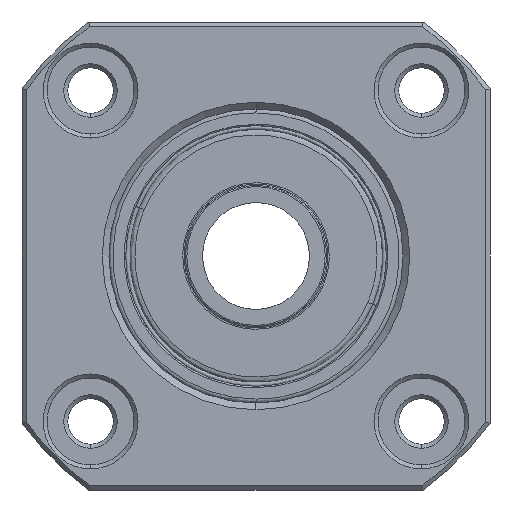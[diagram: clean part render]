
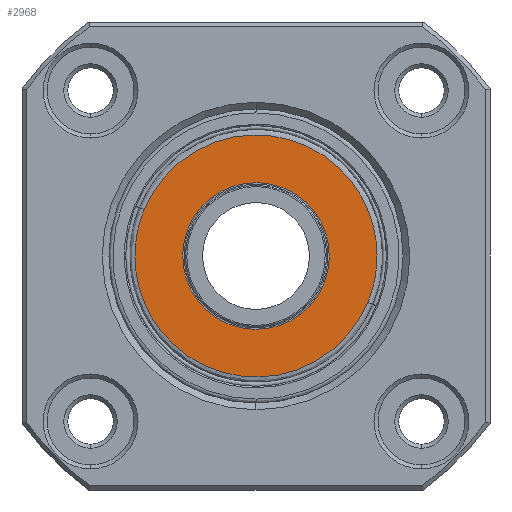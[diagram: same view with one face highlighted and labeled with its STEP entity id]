
A CAD part, left-side view. The second image highlights one B-rep face of the part: STEP entity #2968.
In plain terms, the highlighted planar face has unit normal (-1, 0, 0).
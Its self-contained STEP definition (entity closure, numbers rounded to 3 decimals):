
#170 = DIRECTION ( 'NONE',  ( 0., -0.382, 0.924 ) ) ;
#1088 = CARTESIAN_POINT ( 'NONE',  ( 2.6, 8.366, 3.457 ) ) ;
#1191 =( BOUNDED_CURVE ( )  B_SPLINE_CURVE ( 3, ( #9180, #5342, #8381, #9273 ),
 .UNSPECIFIED., .F., .F. ) 
 B_SPLINE_CURVE_WITH_KNOTS ( ( 4, 4 ),
 ( 0., 1. ),
 .UNSPECIFIED. ) 
 CURVE ( )  GEOMETRIC_REPRESENTATION_ITEM ( )  RATIONAL_B_SPLINE_CURVE ( ( 1., 0.333, 0.333, 1. ) ) 
 REPRESENTATION_ITEM ( '' )  );
#1205 = CARTESIAN_POINT ( 'NONE',  ( 2.6, -2.094, 5.069 ) ) ;
#1484 = EDGE_CURVE ( 'NONE', #3069, #8879, #7580, .T. ) ;
#1601 = CARTESIAN_POINT ( 'NONE',  ( 2.6, -8.366, -3.457 ) ) ;
#1673 = EDGE_CURVE ( 'NONE', #3201, #2844, #3801, .T. ) ;
#1839 = EDGE_LOOP ( 'NONE', ( #5623, #8162 ) ) ;
#1889 = DIRECTION ( 'NONE',  ( 0., -0.382, 0.924 ) ) ;
#2844 = VERTEX_POINT ( 'NONE', #1205 ) ;
#2968 = ADVANCED_FACE ( 'NONE', ( #6733, #3654 ), #6687, .F. ) ;
#3069 = VERTEX_POINT ( 'NONE', #1601 ) ;
#3201 = VERTEX_POINT ( 'NONE', #7139 ) ;
#3242 = DIRECTION ( 'NONE',  ( -1., 0., 0. ) ) ;
#3447 = CARTESIAN_POINT ( 'NONE',  ( 2.6, 15.28, -13.276 ) ) ;
#3654 = FACE_BOUND ( 'NONE', #1839, .T. ) ;
#3779 = EDGE_CURVE ( 'NONE', #2844, #3201, #4542, .T. ) ;
#3801 = CIRCLE ( 'NONE', #9366, 5.485 ) ;
#4542 = CIRCLE ( 'NONE', #8029, 5.485 ) ;
#4674 = CARTESIAN_POINT ( 'NONE',  ( 2.6, 8.366, 3.457 ) ) ;
#4729 = CARTESIAN_POINT ( 'NONE',  ( 2.6, 0., 0. ) ) ;
#5029 = CARTESIAN_POINT ( 'NONE',  ( 2.6, -8.366, -3.457 ) ) ;
#5257 = CARTESIAN_POINT ( 'NONE',  ( 2.6, 2.094, -5.069 ) ) ;
#5342 = CARTESIAN_POINT ( 'NONE',  ( 2.6, 1.453, 20.189 ) ) ;
#5616 = CARTESIAN_POINT ( 'NONE',  ( 2.6, -1.453, -20.189 ) ) ;
#5623 = ORIENTED_EDGE ( 'NONE', *, *, #3779, .F. ) ;
#5664 = CARTESIAN_POINT ( 'NONE',  ( 2.6, 0., 0. ) ) ;
#6006 = AXIS2_PLACEMENT_3D ( 'NONE', #5257, #8399, #6836 ) ;
#6616 = ORIENTED_EDGE ( 'NONE', *, *, #1484, .F. ) ;
#6687 = PLANE ( 'NONE',  #6006 ) ;
#6733 = FACE_OUTER_BOUND ( 'NONE', #9137, .T. ) ;
#6836 = DIRECTION ( 'NONE',  ( 0., -0.924, -0.382 ) ) ;
#7139 = CARTESIAN_POINT ( 'NONE',  ( 2.6, 2.094, -5.069 ) ) ;
#7580 =( BOUNDED_CURVE ( )  B_SPLINE_CURVE ( 3, ( #5029, #5616, #3447, #1088 ),
 .UNSPECIFIED., .F., .F. ) 
 B_SPLINE_CURVE_WITH_KNOTS ( ( 4, 4 ),
 ( 0., 1. ),
 .UNSPECIFIED. ) 
 CURVE ( )  GEOMETRIC_REPRESENTATION_ITEM ( )  RATIONAL_B_SPLINE_CURVE ( ( 1., 0.333, 0.333, 1. ) ) 
 REPRESENTATION_ITEM ( '' )  );
#8029 = AXIS2_PLACEMENT_3D ( 'NONE', #5664, #8730, #1889 ) ;
#8038 = EDGE_CURVE ( 'NONE', #8879, #3069, #1191, .T. ) ;
#8162 = ORIENTED_EDGE ( 'NONE', *, *, #1673, .F. ) ;
#8381 = CARTESIAN_POINT ( 'NONE',  ( 2.6, -15.28, 13.276 ) ) ;
#8399 = DIRECTION ( 'NONE',  ( 1., 0., 0. ) ) ;
#8730 = DIRECTION ( 'NONE',  ( -1., 0., 0. ) ) ;
#8879 = VERTEX_POINT ( 'NONE', #4674 ) ;
#8963 = ORIENTED_EDGE ( 'NONE', *, *, #8038, .F. ) ;
#9137 = EDGE_LOOP ( 'NONE', ( #8963, #6616 ) ) ;
#9180 = CARTESIAN_POINT ( 'NONE',  ( 2.6, 8.366, 3.457 ) ) ;
#9273 = CARTESIAN_POINT ( 'NONE',  ( 2.6, -8.366, -3.457 ) ) ;
#9366 = AXIS2_PLACEMENT_3D ( 'NONE', #4729, #3242, #170 ) ;
